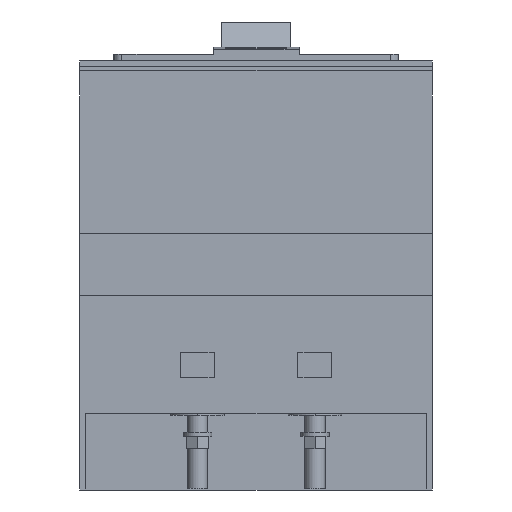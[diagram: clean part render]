
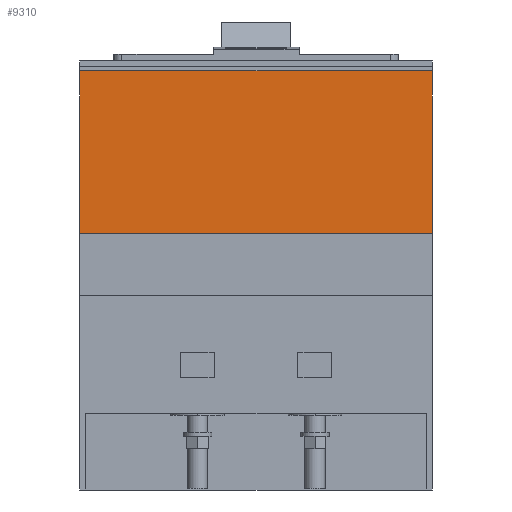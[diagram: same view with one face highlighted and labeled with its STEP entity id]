
A CAD part, front view. The second image highlights one B-rep face of the part: STEP entity #9310.
In plain terms, the highlighted planar face has unit normal (0, -1, 0).
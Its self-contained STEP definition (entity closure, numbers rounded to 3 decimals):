
#840=CARTESIAN_POINT('',(228.637,498.529,-107.));
#850=VERTEX_POINT('',#840);
#880=CARTESIAN_POINT('',(228.637,498.529,0.));
#890=DIRECTION('',(0.,0.,1.));
#900=VECTOR('',#890,1.);
#910=LINE('',#880,#900);
#920=CARTESIAN_POINT('',(228.637,498.529,-10.));
#930=VERTEX_POINT('',#920);
#940=EDGE_CURVE('',#850,#930,#910,.T.);
#3510=CARTESIAN_POINT('',(18.637,498.529,-10.));
#3520=VERTEX_POINT('',#3510);
#3550=CARTESIAN_POINT('',(18.637,498.529,0.));
#3560=DIRECTION('',(0.,0.,1.));
#3570=VECTOR('',#3560,1.);
#3580=LINE('',#3550,#3570);
#3590=CARTESIAN_POINT('',(18.637,498.529,-107.));
#3600=VERTEX_POINT('',#3590);
#3610=EDGE_CURVE('',#3600,#3520,#3580,.T.);
#7520=CARTESIAN_POINT('',(0.,498.529,-10.));
#7530=DIRECTION('',(1.,0.,0.));
#7540=VECTOR('',#7530,1.);
#7550=LINE('',#7520,#7540);
#7560=EDGE_CURVE('',#3520,#930,#7550,.T.);
#9150=CARTESIAN_POINT('',(298.637,498.529,-107.));
#9160=DIRECTION('',(0.,1.,0.));
#9170=DIRECTION('',(0.,0.,-1.));
#9180=AXIS2_PLACEMENT_3D('',#9150,#9160,#9170);
#9190=PLANE('',#9180);
#9200=ORIENTED_EDGE('',*,*,#940,.T.);
#9210=CARTESIAN_POINT('',(0.,498.529,-107.));
#9220=DIRECTION('',(1.,0.,0.));
#9230=VECTOR('',#9220,1.);
#9240=LINE('',#9210,#9230);
#9250=EDGE_CURVE('',#3600,#850,#9240,.T.);
#9260=ORIENTED_EDGE('',*,*,#9250,.T.);
#9270=ORIENTED_EDGE('',*,*,#3610,.F.);
#9280=ORIENTED_EDGE('',*,*,#7560,.F.);
#9290=EDGE_LOOP('',(#9280,#9270,#9260,#9200));
#9300=FACE_OUTER_BOUND('',#9290,.T.);
#9310=ADVANCED_FACE('',(#9300),#9190,.F.);
